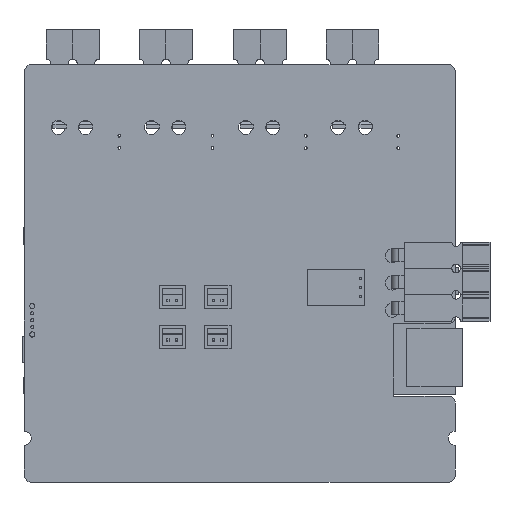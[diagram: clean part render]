
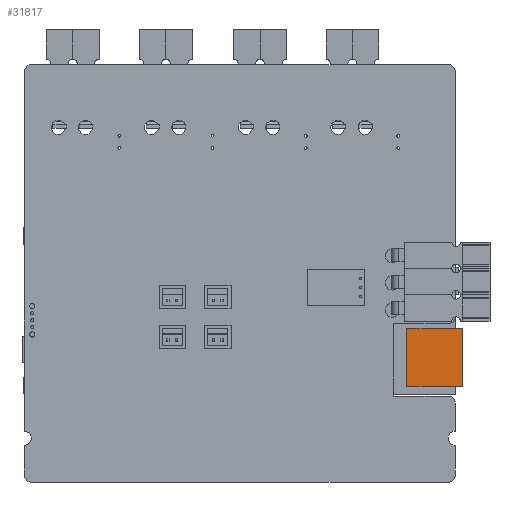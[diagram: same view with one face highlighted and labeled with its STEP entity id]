
A CAD part, top view. The second image highlights one B-rep face of the part: STEP entity #31817.
In plain terms, the highlighted planar face has unit normal (0, 0, 1).
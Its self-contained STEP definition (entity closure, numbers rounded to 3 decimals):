
#19821 = PLANE('',#19822);
#19822 = AXIS2_PLACEMENT_3D('',#19823,#19824,#19825);
#19823 = CARTESIAN_POINT('',(126.492,2.286,14.567));
#19824 = DIRECTION('',(0.,-1.,0.));
#19825 = DIRECTION('',(1.,0.,0.));
#19849 = PLANE('',#19850);
#19850 = AXIS2_PLACEMENT_3D('',#19851,#19852,#19853);
#19851 = CARTESIAN_POINT('',(110.49,2.286,14.567));
#19852 = DIRECTION('',(-1.,0.,0.));
#19853 = DIRECTION('',(0.,0.,1.));
#19877 = PLANE('',#19878);
#19878 = AXIS2_PLACEMENT_3D('',#19879,#19880,#19881);
#19879 = CARTESIAN_POINT('',(110.49,18.847,14.567));
#19880 = DIRECTION('',(0.,1.,0.));
#19881 = DIRECTION('',(-1.,0.,0.));
#31213 = VERTEX_POINT('',#31214);
#31214 = CARTESIAN_POINT('',(110.49,2.286,14.567));
#31235 = EDGE_CURVE('',#31213,#31236,#31238,.T.);
#31236 = VERTEX_POINT('',#31237);
#31237 = CARTESIAN_POINT('',(110.49,18.847,14.567));
#31238 = SURFACE_CURVE('',#31239,(#31243,#31250),.PCURVE_S1.);
#31239 = LINE('',#31240,#31241);
#31240 = CARTESIAN_POINT('',(110.49,2.286,14.567));
#31241 = VECTOR('',#31242,1.);
#31242 = DIRECTION('',(0.,1.,0.));
#31243 = PCURVE('',#19849,#31244);
#31244 = DEFINITIONAL_REPRESENTATION('',(#31245),#31249);
#31245 = LINE('',#31246,#31247);
#31246 = CARTESIAN_POINT('',(0.,0.));
#31247 = VECTOR('',#31248,1.);
#31248 = DIRECTION('',(0.,1.));
#31249 = ( GEOMETRIC_REPRESENTATION_CONTEXT(2) 
PARAMETRIC_REPRESENTATION_CONTEXT() REPRESENTATION_CONTEXT('2D SPACE',''
  ) );
#31250 = PCURVE('',#31251,#31256);
#31251 = PLANE('',#31252);
#31252 = AXIS2_PLACEMENT_3D('',#31253,#31254,#31255);
#31253 = CARTESIAN_POINT('',(0.,0.,14.567));
#31254 = DIRECTION('',(0.,0.,-1.));
#31255 = DIRECTION('',(-1.,0.,0.));
#31256 = DEFINITIONAL_REPRESENTATION('',(#31257),#31261);
#31257 = LINE('',#31258,#31259);
#31258 = CARTESIAN_POINT('',(-110.49,2.286));
#31259 = VECTOR('',#31260,1.);
#31260 = DIRECTION('',(0.,1.));
#31261 = ( GEOMETRIC_REPRESENTATION_CONTEXT(2) 
PARAMETRIC_REPRESENTATION_CONTEXT() REPRESENTATION_CONTEXT('2D SPACE',''
  ) );
#31289 = EDGE_CURVE('',#31236,#31290,#31292,.T.);
#31290 = VERTEX_POINT('',#31291);
#31291 = CARTESIAN_POINT('',(126.492,18.847,14.567));
#31292 = SURFACE_CURVE('',#31293,(#31297,#31304),.PCURVE_S1.);
#31293 = LINE('',#31294,#31295);
#31294 = CARTESIAN_POINT('',(110.49,18.847,14.567));
#31295 = VECTOR('',#31296,1.);
#31296 = DIRECTION('',(1.,0.,0.));
#31297 = PCURVE('',#19877,#31298);
#31298 = DEFINITIONAL_REPRESENTATION('',(#31299),#31303);
#31299 = LINE('',#31300,#31301);
#31300 = CARTESIAN_POINT('',(0.,0.));
#31301 = VECTOR('',#31302,1.);
#31302 = DIRECTION('',(-1.,0.));
#31303 = ( GEOMETRIC_REPRESENTATION_CONTEXT(2) 
PARAMETRIC_REPRESENTATION_CONTEXT() REPRESENTATION_CONTEXT('2D SPACE',''
  ) );
#31304 = PCURVE('',#31251,#31305);
#31305 = DEFINITIONAL_REPRESENTATION('',(#31306),#31310);
#31306 = LINE('',#31307,#31308);
#31307 = CARTESIAN_POINT('',(-110.49,18.847));
#31308 = VECTOR('',#31309,1.);
#31309 = DIRECTION('',(-1.,0.));
#31310 = ( GEOMETRIC_REPRESENTATION_CONTEXT(2) 
PARAMETRIC_REPRESENTATION_CONTEXT() REPRESENTATION_CONTEXT('2D SPACE',''
  ) );
#31328 = PLANE('',#31329);
#31329 = AXIS2_PLACEMENT_3D('',#31330,#31331,#31332);
#31330 = CARTESIAN_POINT('',(126.492,18.847,14.567));
#31331 = DIRECTION('',(1.,0.,0.));
#31332 = DIRECTION('',(0.,0.,-1.));
#31726 = EDGE_CURVE('',#31290,#31727,#31729,.T.);
#31727 = VERTEX_POINT('',#31728);
#31728 = CARTESIAN_POINT('',(126.492,2.286,14.567));
#31729 = SURFACE_CURVE('',#31730,(#31734,#31741),.PCURVE_S1.);
#31730 = LINE('',#31731,#31732);
#31731 = CARTESIAN_POINT('',(126.492,18.847,14.567));
#31732 = VECTOR('',#31733,1.);
#31733 = DIRECTION('',(0.,-1.,0.));
#31734 = PCURVE('',#31328,#31735);
#31735 = DEFINITIONAL_REPRESENTATION('',(#31736),#31740);
#31736 = LINE('',#31737,#31738);
#31737 = CARTESIAN_POINT('',(0.,0.));
#31738 = VECTOR('',#31739,1.);
#31739 = DIRECTION('',(0.,-1.));
#31740 = ( GEOMETRIC_REPRESENTATION_CONTEXT(2) 
PARAMETRIC_REPRESENTATION_CONTEXT() REPRESENTATION_CONTEXT('2D SPACE',''
  ) );
#31741 = PCURVE('',#31251,#31742);
#31742 = DEFINITIONAL_REPRESENTATION('',(#31743),#31747);
#31743 = LINE('',#31744,#31745);
#31744 = CARTESIAN_POINT('',(-126.492,18.847));
#31745 = VECTOR('',#31746,1.);
#31746 = DIRECTION('',(0.,-1.));
#31747 = ( GEOMETRIC_REPRESENTATION_CONTEXT(2) 
PARAMETRIC_REPRESENTATION_CONTEXT() REPRESENTATION_CONTEXT('2D SPACE',''
  ) );
#31795 = EDGE_CURVE('',#31727,#31213,#31796,.T.);
#31796 = SURFACE_CURVE('',#31797,(#31801,#31808),.PCURVE_S1.);
#31797 = LINE('',#31798,#31799);
#31798 = CARTESIAN_POINT('',(126.492,2.286,14.567));
#31799 = VECTOR('',#31800,1.);
#31800 = DIRECTION('',(-1.,0.,0.));
#31801 = PCURVE('',#19821,#31802);
#31802 = DEFINITIONAL_REPRESENTATION('',(#31803),#31807);
#31803 = LINE('',#31804,#31805);
#31804 = CARTESIAN_POINT('',(0.,0.));
#31805 = VECTOR('',#31806,1.);
#31806 = DIRECTION('',(-1.,0.));
#31807 = ( GEOMETRIC_REPRESENTATION_CONTEXT(2) 
PARAMETRIC_REPRESENTATION_CONTEXT() REPRESENTATION_CONTEXT('2D SPACE',''
  ) );
#31808 = PCURVE('',#31251,#31809);
#31809 = DEFINITIONAL_REPRESENTATION('',(#31810),#31814);
#31810 = LINE('',#31811,#31812);
#31811 = CARTESIAN_POINT('',(-126.492,2.286));
#31812 = VECTOR('',#31813,1.);
#31813 = DIRECTION('',(1.,0.));
#31814 = ( GEOMETRIC_REPRESENTATION_CONTEXT(2) 
PARAMETRIC_REPRESENTATION_CONTEXT() REPRESENTATION_CONTEXT('2D SPACE',''
  ) );
#31817 = ADVANCED_FACE('',(#31818),#31251,.F.);
#31818 = FACE_BOUND('',#31819,.T.);
#31819 = EDGE_LOOP('',(#31820,#31821,#31822,#31823));
#31820 = ORIENTED_EDGE('',*,*,#31235,.F.);
#31821 = ORIENTED_EDGE('',*,*,#31795,.F.);
#31822 = ORIENTED_EDGE('',*,*,#31726,.F.);
#31823 = ORIENTED_EDGE('',*,*,#31289,.F.);
